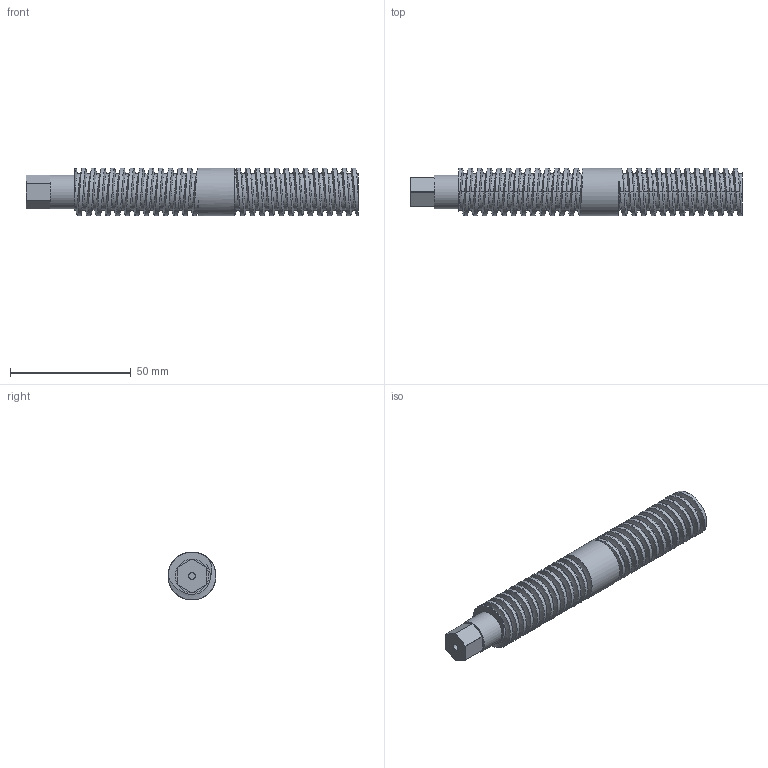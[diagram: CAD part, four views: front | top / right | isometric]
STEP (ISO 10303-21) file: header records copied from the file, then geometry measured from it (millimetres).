
FILE_DESCRIPTION(/* description */ (''),/* implementation_level */ '2;1');
FILE_NAME(/* name */ 'STL''s/spol holder by Program FreakHD/Prusa_I3_Adjustable_Spool_Holder/Spool Holder STEP Files/Spool_Holder_Lead_Screw.step',/* time_stamp */ '2021-01-25T14:40:39+01:00',/* author */ (''),/* organization */ (''),/* preprocessor_version */ 'ST-DEVELOPER v18.1',/* originating_system */ 'Autodesk Translation Framework v9.7.1.1290',/* authorisation */ '');
FILE_SCHEMA (('AUTOMOTIVE_DESIGN { 1 0 10303 214 3 1 1 }'));
Length unit declared in the file: millimetre
Products named in the file (1): Spool_Holder_Lead_Screw
Bounding box: 137.75 x 19.85 x 19.85 mm (x, y, z)
Volume: 32810.2 mm3; surface area: 13134 mm2
Topology: 1 solids, 1 shells, 82 faces, 231 edges, 154 vertices
Faces by surface type: cylinder 57, plane 18, bspline 7
Full cylindrical faces by diameter (mm): 2.7 x1, 14.067 x1, 15.287 x24, 19.85 x25
Entity records: 8403 total; most frequent: CARTESIAN_POINT 6495, ORIENTED_EDGE 462, DIRECTION 275, EDGE_CURVE 231, VERTEX_POINT 154, B_SPLINE_CURVE_WITH_KNOTS 123, LINE 93, VECTOR 93
